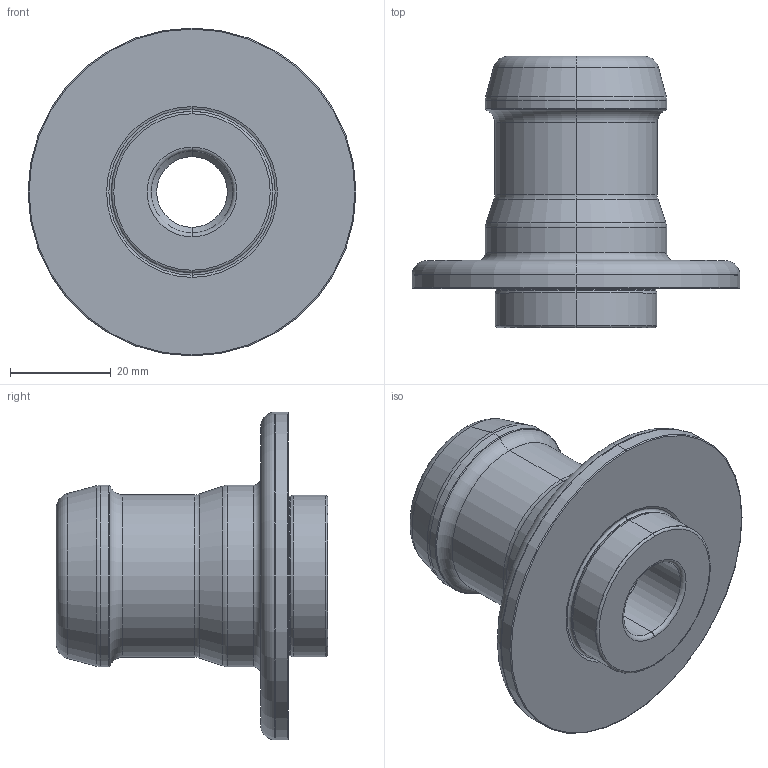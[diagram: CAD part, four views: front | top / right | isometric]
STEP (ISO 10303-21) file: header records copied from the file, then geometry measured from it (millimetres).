
FILE_DESCRIPTION (( 'STEP AP214' ), '1' );
FILE_NAME ('804 290 EZNi m.Np ø32_BI. 7.8 Speedy classic 3 045-401-02.STEP', '2014-04-23T08:32:50', ( '' ), ( '' ), 'SwSTEP 2.0', 'SolidWorks 2013', '' );
FILE_SCHEMA (( 'AUTOMOTIVE_DESIGN' ));
Length unit declared in the file: millimetre
Products named in the file (1): 804 290 EZNi m.Np ø32_BI. 7.8 Speedy classic 3 045-401-02
Bounding box: 65 x 53.8 x 65 mm (x, y, z)
Volume: 50118.1 mm3; surface area: 14344.5 mm2
Topology: 1 solids, 1 shells, 72 faces, 144 edges, 76 vertices
Faces by surface type: torus 32, cylinder 18, cone 18, plane 4
Entity records: 1916 total; most frequent: DIRECTION 398, CARTESIAN_POINT 293, ORIENTED_EDGE 288, AXIS2_PLACEMENT_3D 181, EDGE_CURVE 144, CIRCLE 108, VERTEX_POINT 76, EDGE_LOOP 76
